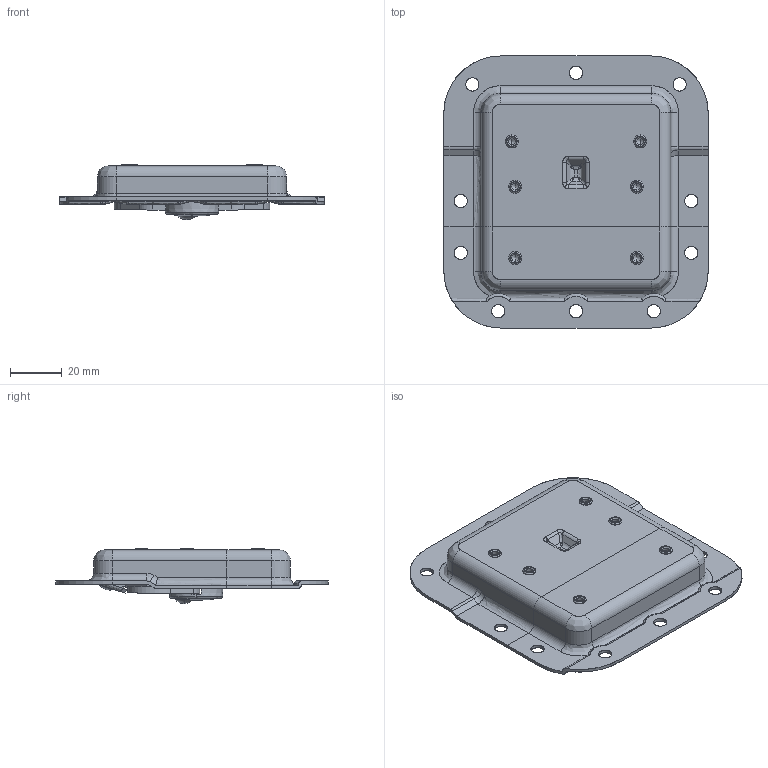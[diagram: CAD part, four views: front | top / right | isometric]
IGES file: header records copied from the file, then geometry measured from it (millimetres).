
Start section: SolidWorks IGES file using analytic representation for surfaces
Global section: file name: 17284.IGS; native system: SolidWorks 2010; preprocessor: SolidWorks 2010; author: martinb; date: 100503.093008; units: millimetre
Bounding box: 102 x 105 x 21.37 mm (x, y, z)
Surface area: 39232.9 mm2 (no closed solid volume)
Topology: 0 solids, 0 shells, 492 faces, 6151 edges, 6113 vertices
Faces by surface type: revolution 260, bspline 232
